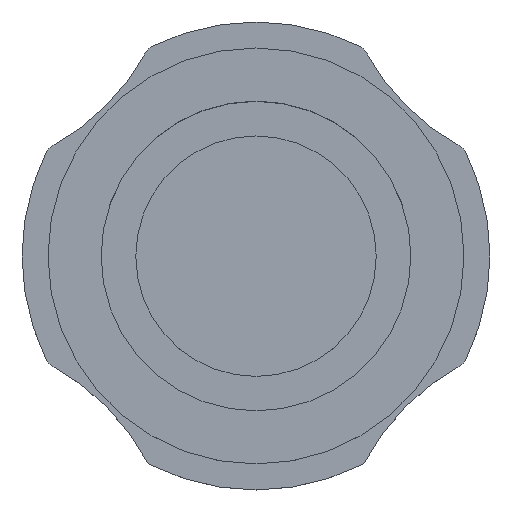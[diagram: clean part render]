
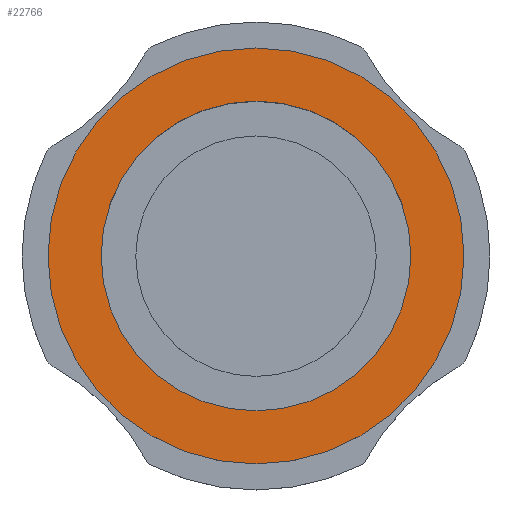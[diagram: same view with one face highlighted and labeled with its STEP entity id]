
A CAD part, top view. The second image highlights one B-rep face of the part: STEP entity #22766.
In plain terms, the highlighted planar face has unit normal (0, 0, 1).
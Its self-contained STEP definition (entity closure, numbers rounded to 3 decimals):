
#22258 = CYLINDRICAL_SURFACE('',#22259,35.75);
#22259 = AXIS2_PLACEMENT_3D('',#22260,#22261,#22262);
#22260 = CARTESIAN_POINT('',(0.,0.,10.));
#22261 = DIRECTION('',(0.,0.,1.));
#22262 = DIRECTION('',(0.,-1.,0.));
#22502 = CYLINDRICAL_SURFACE('',#22503,48.);
#22503 = AXIS2_PLACEMENT_3D('',#22504,#22505,#22506);
#22504 = CARTESIAN_POINT('',(0.,0.,10.));
#22505 = DIRECTION('',(0.,0.,1.));
#22506 = DIRECTION('',(0.,-1.,0.));
#22766 = ADVANCED_FACE('',(#22767,#22820),#22780,.F.);
#22767 = FACE_BOUND('',#22768,.T.);
#22768 = EDGE_LOOP('',(#22769));
#22769 = ORIENTED_EDGE('',*,*,#22770,.F.);
#22770 = EDGE_CURVE('',#22771,#22771,#22773,.T.);
#22771 = VERTEX_POINT('',#22772);
#22772 = CARTESIAN_POINT('',(0.,-48.,40.));
#22773 = SURFACE_CURVE('',#22774,(#22779,#22791),.PCURVE_S1.);
#22774 = CIRCLE('',#22775,48.);
#22775 = AXIS2_PLACEMENT_3D('',#22776,#22777,#22778);
#22776 = CARTESIAN_POINT('',(0.,0.,40.));
#22777 = DIRECTION('',(0.,0.,-1.));
#22778 = DIRECTION('',(0.,-1.,0.));
#22779 = PCURVE('',#22780,#22785);
#22780 = PLANE('',#22781);
#22781 = AXIS2_PLACEMENT_3D('',#22782,#22783,#22784);
#22782 = CARTESIAN_POINT('',(0.,-35.75,40.));
#22783 = DIRECTION('',(0.,0.,-1.));
#22784 = DIRECTION('',(0.,-1.,0.));
#22785 = DEFINITIONAL_REPRESENTATION('',(#22786),#22790);
#22786 = CIRCLE('',#22787,48.);
#22787 = AXIS2_PLACEMENT_2D('',#22788,#22789);
#22788 = CARTESIAN_POINT('',(-35.75,0.));
#22789 = DIRECTION('',(1.,0.));
#22790 = ( GEOMETRIC_REPRESENTATION_CONTEXT(2) 
PARAMETRIC_REPRESENTATION_CONTEXT() REPRESENTATION_CONTEXT('2D SPACE',''
  ) );
#22791 = PCURVE('',#22502,#22792);
#22792 = DEFINITIONAL_REPRESENTATION('',(#22793),#22819);
#22793 = B_SPLINE_CURVE_WITH_KNOTS('',3,(#22794,#22795,#22796,#22797,
    #22798,#22799,#22800,#22801,#22802,#22803,#22804,#22805,#22806,
    #22807,#22808,#22809,#22810,#22811,#22812,#22813,#22814,#22815,
    #22816,#22817,#22818),.UNSPECIFIED.,.F.,.F.,(4,1,1,1,1,1,1,1,1,1,1,1
    ,1,1,1,1,1,1,1,1,1,1,4),(0.,0.286,0.571,
    0.857,1.142,1.428,1.714,
    1.999,2.285,2.57,2.856,
    3.142,3.427,3.713,3.998,
    4.284,4.57,4.855,5.141,
    5.426,5.712,5.998,6.283),
  .QUASI_UNIFORM_KNOTS.);
#22794 = CARTESIAN_POINT('',(6.283,30.));
#22795 = CARTESIAN_POINT('',(6.188,30.));
#22796 = CARTESIAN_POINT('',(5.998,30.));
#22797 = CARTESIAN_POINT('',(5.712,30.));
#22798 = CARTESIAN_POINT('',(5.426,30.));
#22799 = CARTESIAN_POINT('',(5.141,30.));
#22800 = CARTESIAN_POINT('',(4.855,30.));
#22801 = CARTESIAN_POINT('',(4.57,30.));
#22802 = CARTESIAN_POINT('',(4.284,30.));
#22803 = CARTESIAN_POINT('',(3.998,30.));
#22804 = CARTESIAN_POINT('',(3.713,30.));
#22805 = CARTESIAN_POINT('',(3.427,30.));
#22806 = CARTESIAN_POINT('',(3.142,30.));
#22807 = CARTESIAN_POINT('',(2.856,30.));
#22808 = CARTESIAN_POINT('',(2.57,30.));
#22809 = CARTESIAN_POINT('',(2.285,30.));
#22810 = CARTESIAN_POINT('',(1.999,30.));
#22811 = CARTESIAN_POINT('',(1.714,30.));
#22812 = CARTESIAN_POINT('',(1.428,30.));
#22813 = CARTESIAN_POINT('',(1.142,30.));
#22814 = CARTESIAN_POINT('',(0.857,30.));
#22815 = CARTESIAN_POINT('',(0.571,30.));
#22816 = CARTESIAN_POINT('',(0.286,30.));
#22817 = CARTESIAN_POINT('',(0.095,30.));
#22818 = CARTESIAN_POINT('',(0.,30.));
#22819 = ( GEOMETRIC_REPRESENTATION_CONTEXT(2) 
PARAMETRIC_REPRESENTATION_CONTEXT() REPRESENTATION_CONTEXT('2D SPACE',''
  ) );
#22820 = FACE_BOUND('',#22821,.T.);
#22821 = EDGE_LOOP('',(#22822));
#22822 = ORIENTED_EDGE('',*,*,#22823,.T.);
#22823 = EDGE_CURVE('',#22824,#22824,#22826,.T.);
#22824 = VERTEX_POINT('',#22825);
#22825 = CARTESIAN_POINT('',(0.,-35.75,40.));
#22826 = SURFACE_CURVE('',#22827,(#22832,#22839),.PCURVE_S1.);
#22827 = CIRCLE('',#22828,35.75);
#22828 = AXIS2_PLACEMENT_3D('',#22829,#22830,#22831);
#22829 = CARTESIAN_POINT('',(0.,0.,40.));
#22830 = DIRECTION('',(0.,0.,-1.));
#22831 = DIRECTION('',(0.,-1.,0.));
#22832 = PCURVE('',#22780,#22833);
#22833 = DEFINITIONAL_REPRESENTATION('',(#22834),#22838);
#22834 = CIRCLE('',#22835,35.75);
#22835 = AXIS2_PLACEMENT_2D('',#22836,#22837);
#22836 = CARTESIAN_POINT('',(-35.75,0.));
#22837 = DIRECTION('',(1.,0.));
#22838 = ( GEOMETRIC_REPRESENTATION_CONTEXT(2) 
PARAMETRIC_REPRESENTATION_CONTEXT() REPRESENTATION_CONTEXT('2D SPACE',''
  ) );
#22839 = PCURVE('',#22258,#22840);
#22840 = DEFINITIONAL_REPRESENTATION('',(#22841),#22867);
#22841 = B_SPLINE_CURVE_WITH_KNOTS('',3,(#22842,#22843,#22844,#22845,
    #22846,#22847,#22848,#22849,#22850,#22851,#22852,#22853,#22854,
    #22855,#22856,#22857,#22858,#22859,#22860,#22861,#22862,#22863,
    #22864,#22865,#22866),.UNSPECIFIED.,.F.,.F.,(4,1,1,1,1,1,1,1,1,1,1,1
    ,1,1,1,1,1,1,1,1,1,1,4),(0.,0.286,0.571,
    0.857,1.142,1.428,1.714,
    1.999,2.285,2.57,2.856,
    3.142,3.427,3.713,3.998,
    4.284,4.57,4.855,5.141,
    5.426,5.712,5.998,6.283),
  .QUASI_UNIFORM_KNOTS.);
#22842 = CARTESIAN_POINT('',(6.283,30.));
#22843 = CARTESIAN_POINT('',(6.188,30.));
#22844 = CARTESIAN_POINT('',(5.998,30.));
#22845 = CARTESIAN_POINT('',(5.712,30.));
#22846 = CARTESIAN_POINT('',(5.426,30.));
#22847 = CARTESIAN_POINT('',(5.141,30.));
#22848 = CARTESIAN_POINT('',(4.855,30.));
#22849 = CARTESIAN_POINT('',(4.57,30.));
#22850 = CARTESIAN_POINT('',(4.284,30.));
#22851 = CARTESIAN_POINT('',(3.998,30.));
#22852 = CARTESIAN_POINT('',(3.713,30.));
#22853 = CARTESIAN_POINT('',(3.427,30.));
#22854 = CARTESIAN_POINT('',(3.142,30.));
#22855 = CARTESIAN_POINT('',(2.856,30.));
#22856 = CARTESIAN_POINT('',(2.57,30.));
#22857 = CARTESIAN_POINT('',(2.285,30.));
#22858 = CARTESIAN_POINT('',(1.999,30.));
#22859 = CARTESIAN_POINT('',(1.714,30.));
#22860 = CARTESIAN_POINT('',(1.428,30.));
#22861 = CARTESIAN_POINT('',(1.142,30.));
#22862 = CARTESIAN_POINT('',(0.857,30.));
#22863 = CARTESIAN_POINT('',(0.571,30.));
#22864 = CARTESIAN_POINT('',(0.286,30.));
#22865 = CARTESIAN_POINT('',(0.095,30.));
#22866 = CARTESIAN_POINT('',(0.,30.));
#22867 = ( GEOMETRIC_REPRESENTATION_CONTEXT(2) 
PARAMETRIC_REPRESENTATION_CONTEXT() REPRESENTATION_CONTEXT('2D SPACE',''
  ) );
